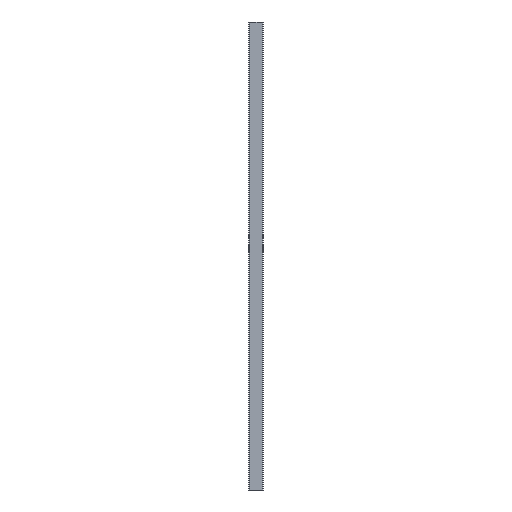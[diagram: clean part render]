
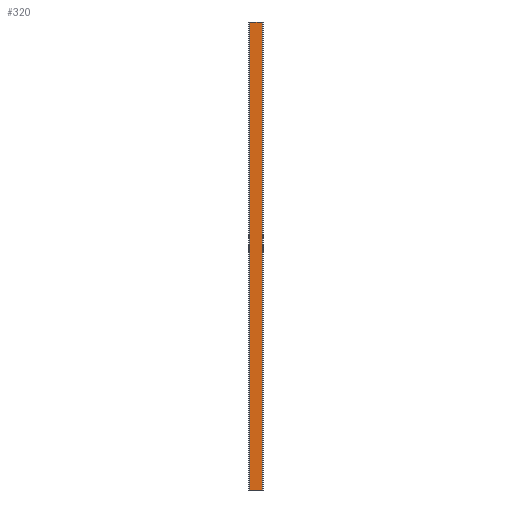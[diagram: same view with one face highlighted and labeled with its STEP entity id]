
A CAD part, left-side view. The second image highlights one B-rep face of the part: STEP entity #320.
In plain terms, the highlighted planar face has unit normal (-1, 0, 0).
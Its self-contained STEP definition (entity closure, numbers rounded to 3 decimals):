
#72 = VERTEX_POINT ( 'NONE', #3464 ) ;
#113 = DIRECTION ( 'NONE',  ( -1., 0., 0. ) ) ;
#267 = DIRECTION ( 'NONE',  ( 0., 0., -1. ) ) ;
#320 = ADVANCED_FACE ( 'NONE', ( #1609 ), #1441, .T. ) ;
#440 = CARTESIAN_POINT ( 'NONE',  ( -15., 0., 1000. ) ) ;
#648 = VECTOR ( 'NONE', #863, 1000. ) ;
#711 = EDGE_LOOP ( 'NONE', ( #1338, #3967, #3244, #1040 ) ) ;
#725 = VERTEX_POINT ( 'NONE', #1066 ) ;
#848 = CARTESIAN_POINT ( 'NONE',  ( -15., 0., 1000. ) ) ;
#863 = DIRECTION ( 'NONE',  ( 0., 1., 0. ) ) ;
#1040 = ORIENTED_EDGE ( 'NONE', *, *, #1959, .T. ) ;
#1066 = CARTESIAN_POINT ( 'NONE',  ( -15., 13.5, 0. ) ) ;
#1198 = CARTESIAN_POINT ( 'NONE',  ( -15., 0., 0. ) ) ;
#1238 = VERTEX_POINT ( 'NONE', #3680 ) ;
#1338 = ORIENTED_EDGE ( 'NONE', *, *, #2860, .F. ) ;
#1441 = PLANE ( 'NONE',  #3108 ) ;
#1604 = DIRECTION ( 'NONE',  ( 0., 0., -1. ) ) ;
#1609 = FACE_OUTER_BOUND ( 'NONE', #711, .T. ) ;
#1723 = LINE ( 'NONE', #3589, #3321 ) ;
#1959 = EDGE_CURVE ( 'NONE', #2949, #725, #1723, .T. ) ;
#2177 = EDGE_CURVE ( 'NONE', #72, #2949, #2680, .T. ) ;
#2446 = DIRECTION ( 'NONE',  ( 0., 0., 1. ) ) ;
#2545 = DIRECTION ( 'NONE',  ( 0., 1., 0. ) ) ;
#2643 = EDGE_CURVE ( 'NONE', #72, #1238, #4035, .T. ) ;
#2680 = LINE ( 'NONE', #848, #3878 ) ;
#2860 = EDGE_CURVE ( 'NONE', #1238, #725, #3323, .T. ) ;
#2949 = VERTEX_POINT ( 'NONE', #3923 ) ;
#3108 = AXIS2_PLACEMENT_3D ( 'NONE', #440, #113, #2446 ) ;
#3244 = ORIENTED_EDGE ( 'NONE', *, *, #2177, .T. ) ;
#3273 = VECTOR ( 'NONE', #1604, 1000. ) ;
#3321 = VECTOR ( 'NONE', #267, 1000. ) ;
#3323 = LINE ( 'NONE', #1198, #648 ) ;
#3464 = CARTESIAN_POINT ( 'NONE',  ( -15., -13.5, 1000. ) ) ;
#3589 = CARTESIAN_POINT ( 'NONE',  ( -15., 13.5, 1000. ) ) ;
#3612 = CARTESIAN_POINT ( 'NONE',  ( -15., -13.5, 1000. ) ) ;
#3680 = CARTESIAN_POINT ( 'NONE',  ( -15., -13.5, 0. ) ) ;
#3878 = VECTOR ( 'NONE', #2545, 1000. ) ;
#3923 = CARTESIAN_POINT ( 'NONE',  ( -15., 13.5, 1000. ) ) ;
#3967 = ORIENTED_EDGE ( 'NONE', *, *, #2643, .F. ) ;
#4035 = LINE ( 'NONE', #3612, #3273 ) ;
